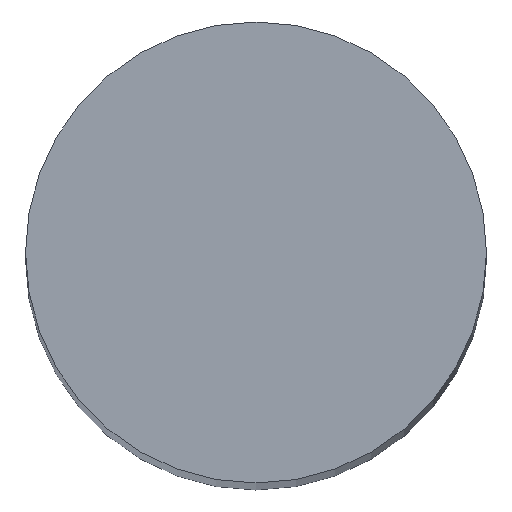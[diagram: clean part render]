
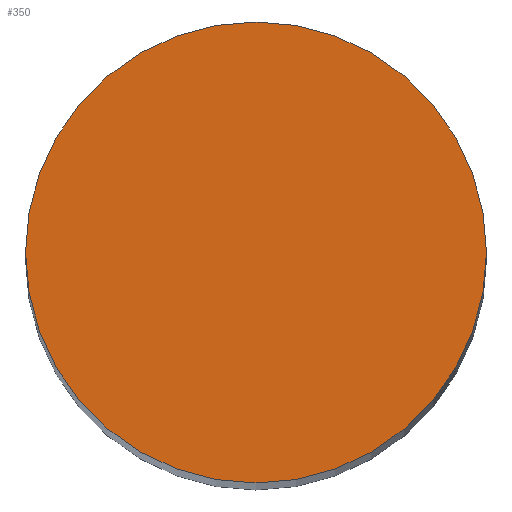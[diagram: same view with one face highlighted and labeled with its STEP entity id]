
A CAD part, top view. The second image highlights one B-rep face of the part: STEP entity #350.
In plain terms, the highlighted planar face has unit normal (0, 0, 1).
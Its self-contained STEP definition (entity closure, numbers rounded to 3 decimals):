
#193=EDGE_CURVE('240[2]',#505,#505,#506,.F.);
#350=ADVANCED_FACE('240[2]',(#712),#713,.F.);
#505=VERTEX_POINT('',#914);
#506=CIRCLE('',#915,3.0);
#712=FACE_OUTER_BOUND('',#1286,.T.);
#713=PLANE('',#1287);
#914=CARTESIAN_POINT('',(-3.0,0.,75.0));
#915=AXIS2_PLACEMENT_3D('',#1483,#1484,#1485);
#1286=EDGE_LOOP('',(#1719));
#1287=AXIS2_PLACEMENT_3D('',#1720,#1721,#1722);
#1483=CARTESIAN_POINT('',(0.0,0.0,75.0));
#1484=DIRECTION('',(0.,0.,-1.0));
#1485=DIRECTION('',(0.,1.0,0.));
#1719=ORIENTED_EDGE('',*,*,#193,.T.);
#1720=CARTESIAN_POINT('',(0.0,0.0,75.0));
#1721=DIRECTION('',(0.,0.,-1.0));
#1722=DIRECTION('',(1.0,0.,0.));
